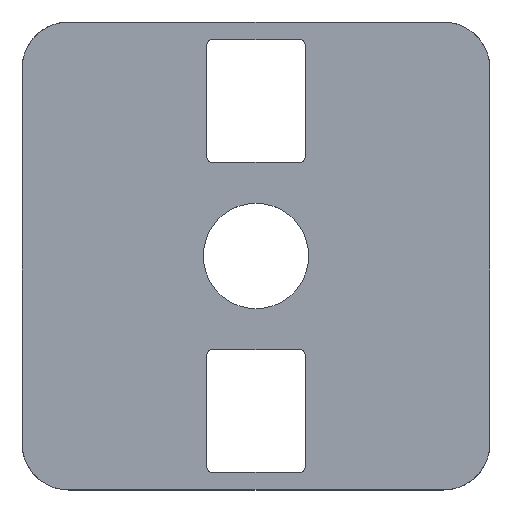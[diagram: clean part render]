
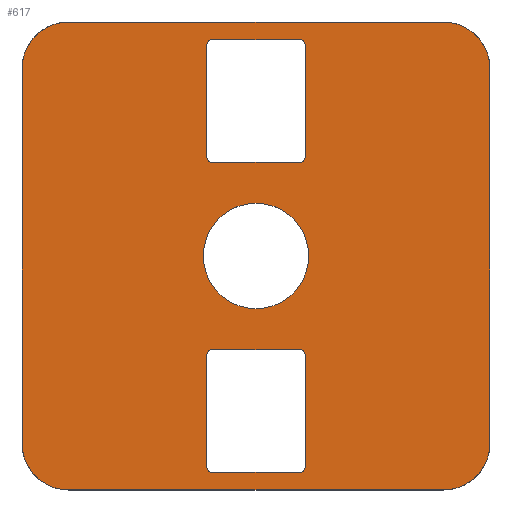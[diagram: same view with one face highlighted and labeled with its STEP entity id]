
A CAD part, top view. The second image highlights one B-rep face of the part: STEP entity #617.
In plain terms, the highlighted planar face has unit normal (0, 0, 1).
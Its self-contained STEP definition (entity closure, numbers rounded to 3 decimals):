
#14=FACE_BOUND('',#101,.T.);
#15=FACE_BOUND('',#102,.T.);
#16=FACE_BOUND('',#103,.T.);
#31=PLANE('',#694);
#69=FACE_OUTER_BOUND('',#100,.T.);
#100=EDGE_LOOP('',(#487,#488,#489,#490,#491,#492,#493,#494));
#101=EDGE_LOOP('',(#495,#496,#497,#498,#499,#500,#501,#502));
#102=EDGE_LOOP('',(#503,#504,#505,#506,#507,#508,#509,#510));
#103=EDGE_LOOP('',(#511));
#121=LINE('',#954,#174);
#122=LINE('',#956,#175);
#126=LINE('',#962,#179);
#131=LINE('',#978,#184);
#135=LINE('',#990,#188);
#139=LINE('',#1002,#192);
#143=LINE('',#1012,#196);
#147=LINE('',#1026,#200);
#151=LINE('',#1038,#204);
#155=LINE('',#1050,#208);
#159=LINE('',#1060,#212);
#160=LINE('',#1062,#213);
#174=VECTOR('',#745,1.);
#175=VECTOR('',#748,1.);
#179=VECTOR('',#756,1.);
#184=VECTOR('',#771,1.);
#188=VECTOR('',#783,1.);
#192=VECTOR('',#795,1.);
#196=VECTOR('',#807,1.);
#200=VECTOR('',#819,1.);
#204=VECTOR('',#831,1.);
#208=VECTOR('',#843,1.);
#212=VECTOR('',#855,1.);
#213=VECTOR('',#858,1.);
#217=CIRCLE('',#643,4.5);
#218=CIRCLE('',#646,4.);
#219=CIRCLE('',#648,4.);
#220=CIRCLE('',#652,4.);
#221=CIRCLE('',#654,4.);
#223=CIRCLE('',#664,0.5);
#225=CIRCLE('',#668,0.5);
#227=CIRCLE('',#672,0.5);
#229=CIRCLE('',#676,0.5);
#231=CIRCLE('',#680,0.5);
#233=CIRCLE('',#684,0.5);
#235=CIRCLE('',#688,0.5);
#237=CIRCLE('',#692,0.5);
#239=VERTEX_POINT('',#871);
#242=VERTEX_POINT('',#878);
#243=VERTEX_POINT('',#880);
#247=VERTEX_POINT('',#903);
#248=VERTEX_POINT('',#905);
#252=VERTEX_POINT('',#914);
#253=VERTEX_POINT('',#916);
#257=VERTEX_POINT('',#943);
#258=VERTEX_POINT('',#945);
#262=VERTEX_POINT('',#969);
#263=VERTEX_POINT('',#971);
#265=VERTEX_POINT('',#977);
#267=VERTEX_POINT('',#983);
#269=VERTEX_POINT('',#989);
#271=VERTEX_POINT('',#995);
#273=VERTEX_POINT('',#1001);
#275=VERTEX_POINT('',#1007);
#278=VERTEX_POINT('',#1017);
#279=VERTEX_POINT('',#1019);
#281=VERTEX_POINT('',#1025);
#283=VERTEX_POINT('',#1031);
#285=VERTEX_POINT('',#1037);
#287=VERTEX_POINT('',#1043);
#289=VERTEX_POINT('',#1049);
#291=VERTEX_POINT('',#1055);
#294=EDGE_CURVE('',#239,#239,#217,.T.);
#297=EDGE_CURVE('',#243,#242,#218,.T.);
#302=EDGE_CURVE('',#248,#247,#219,.T.);
#307=EDGE_CURVE('',#253,#252,#220,.T.);
#312=EDGE_CURVE('',#258,#257,#221,.T.);
#317=EDGE_CURVE('',#243,#247,#121,.T.);
#318=EDGE_CURVE('',#252,#248,#122,.T.);
#322=EDGE_CURVE('',#257,#253,#126,.T.);
#326=EDGE_CURVE('',#263,#262,#223,.T.);
#329=EDGE_CURVE('',#265,#263,#131,.T.);
#332=EDGE_CURVE('',#267,#265,#225,.T.);
#335=EDGE_CURVE('',#269,#267,#135,.T.);
#338=EDGE_CURVE('',#271,#269,#227,.T.);
#341=EDGE_CURVE('',#273,#271,#139,.T.);
#344=EDGE_CURVE('',#275,#273,#229,.T.);
#347=EDGE_CURVE('',#262,#275,#143,.T.);
#350=EDGE_CURVE('',#279,#278,#231,.T.);
#353=EDGE_CURVE('',#281,#279,#147,.T.);
#356=EDGE_CURVE('',#283,#281,#233,.T.);
#359=EDGE_CURVE('',#285,#283,#151,.T.);
#362=EDGE_CURVE('',#287,#285,#235,.T.);
#365=EDGE_CURVE('',#289,#287,#155,.T.);
#368=EDGE_CURVE('',#291,#289,#237,.T.);
#371=EDGE_CURVE('',#278,#291,#159,.T.);
#372=EDGE_CURVE('',#258,#242,#160,.T.);
#487=ORIENTED_EDGE('',*,*,#297,.T.);
#488=ORIENTED_EDGE('',*,*,#372,.F.);
#489=ORIENTED_EDGE('',*,*,#312,.T.);
#490=ORIENTED_EDGE('',*,*,#322,.T.);
#491=ORIENTED_EDGE('',*,*,#307,.T.);
#492=ORIENTED_EDGE('',*,*,#318,.T.);
#493=ORIENTED_EDGE('',*,*,#302,.T.);
#494=ORIENTED_EDGE('',*,*,#317,.F.);
#495=ORIENTED_EDGE('',*,*,#338,.T.);
#496=ORIENTED_EDGE('',*,*,#335,.T.);
#497=ORIENTED_EDGE('',*,*,#332,.T.);
#498=ORIENTED_EDGE('',*,*,#329,.T.);
#499=ORIENTED_EDGE('',*,*,#326,.T.);
#500=ORIENTED_EDGE('',*,*,#347,.T.);
#501=ORIENTED_EDGE('',*,*,#344,.T.);
#502=ORIENTED_EDGE('',*,*,#341,.T.);
#503=ORIENTED_EDGE('',*,*,#362,.T.);
#504=ORIENTED_EDGE('',*,*,#359,.T.);
#505=ORIENTED_EDGE('',*,*,#356,.T.);
#506=ORIENTED_EDGE('',*,*,#353,.T.);
#507=ORIENTED_EDGE('',*,*,#350,.T.);
#508=ORIENTED_EDGE('',*,*,#371,.T.);
#509=ORIENTED_EDGE('',*,*,#368,.T.);
#510=ORIENTED_EDGE('',*,*,#365,.T.);
#511=ORIENTED_EDGE('',*,*,#294,.T.);
#617=ADVANCED_FACE('',(#69,#14,#15,#16),#31,.T.);
#643=AXIS2_PLACEMENT_3D('',#873,#705,#706);
#646=AXIS2_PLACEMENT_3D('',#881,#712,#713);
#648=AXIS2_PLACEMENT_3D('',#906,#718,#719);
#652=AXIS2_PLACEMENT_3D('',#917,#728,#729);
#654=AXIS2_PLACEMENT_3D('',#946,#734,#735);
#664=AXIS2_PLACEMENT_3D('',#972,#765,#766);
#668=AXIS2_PLACEMENT_3D('',#984,#777,#778);
#672=AXIS2_PLACEMENT_3D('',#996,#789,#790);
#676=AXIS2_PLACEMENT_3D('',#1008,#801,#802);
#680=AXIS2_PLACEMENT_3D('',#1020,#813,#814);
#684=AXIS2_PLACEMENT_3D('',#1032,#825,#826);
#688=AXIS2_PLACEMENT_3D('',#1044,#837,#838);
#692=AXIS2_PLACEMENT_3D('',#1056,#849,#850);
#694=AXIS2_PLACEMENT_3D('',#1061,#856,#857);
#705=DIRECTION('center_axis',(0.,0.,-1.));
#706=DIRECTION('ref_axis',(1.,0.,0.));
#712=DIRECTION('center_axis',(0.,0.,1.));
#713=DIRECTION('ref_axis',(-1.,0.,0.));
#718=DIRECTION('center_axis',(0.,0.,1.));
#719=DIRECTION('ref_axis',(0.,1.,0.));
#728=DIRECTION('center_axis',(0.,0.,1.));
#729=DIRECTION('ref_axis',(1.,0.,0.));
#734=DIRECTION('center_axis',(0.,0.,1.));
#735=DIRECTION('ref_axis',(0.,-1.,0.));
#745=DIRECTION('',(0.,1.,0.));
#748=DIRECTION('',(-1.,0.,0.));
#756=DIRECTION('',(0.,1.,0.));
#765=DIRECTION('center_axis',(0.,0.,-1.));
#766=DIRECTION('ref_axis',(0.,1.,0.));
#771=DIRECTION('',(0.,1.,0.));
#777=DIRECTION('center_axis',(0.,0.,-1.));
#778=DIRECTION('ref_axis',(-1.,0.,0.));
#783=DIRECTION('',(-1.,0.,0.));
#789=DIRECTION('center_axis',(0.,0.,-1.));
#790=DIRECTION('ref_axis',(0.,-1.,0.));
#795=DIRECTION('',(0.,-1.,0.));
#801=DIRECTION('center_axis',(0.,0.,-1.));
#802=DIRECTION('ref_axis',(1.,0.,0.));
#807=DIRECTION('',(1.,0.,0.));
#813=DIRECTION('center_axis',(0.,0.,-1.));
#814=DIRECTION('ref_axis',(1.,0.,0.));
#819=DIRECTION('',(0.,-1.,0.));
#825=DIRECTION('center_axis',(0.,0.,-1.));
#826=DIRECTION('ref_axis',(0.,1.,0.));
#831=DIRECTION('',(1.,0.,0.));
#837=DIRECTION('center_axis',(0.,0.,-1.));
#838=DIRECTION('ref_axis',(-1.,0.,0.));
#843=DIRECTION('',(0.,1.,0.));
#849=DIRECTION('center_axis',(0.,0.,-1.));
#850=DIRECTION('ref_axis',(0.,-1.,0.));
#855=DIRECTION('',(-1.,0.,0.));
#856=DIRECTION('center_axis',(0.,0.,1.));
#857=DIRECTION('ref_axis',(1.,0.,0.));
#858=DIRECTION('',(-1.,0.,0.));
#871=CARTESIAN_POINT('',(-4.5,0.,0.));
#873=CARTESIAN_POINT('Origin',(0.,0.,0.));
#878=CARTESIAN_POINT('',(-16.,-20.,0.));
#880=CARTESIAN_POINT('',(-20.,-16.,0.));
#881=CARTESIAN_POINT('Origin',(-16.,-16.,0.));
#903=CARTESIAN_POINT('',(-20.,16.,0.));
#905=CARTESIAN_POINT('',(-16.,20.,0.));
#906=CARTESIAN_POINT('Origin',(-16.,16.,0.));
#914=CARTESIAN_POINT('',(16.,20.,0.));
#916=CARTESIAN_POINT('',(20.,16.,0.));
#917=CARTESIAN_POINT('Origin',(16.,16.,0.));
#943=CARTESIAN_POINT('',(20.,-16.,0.));
#945=CARTESIAN_POINT('',(16.,-20.,0.));
#946=CARTESIAN_POINT('Origin',(16.,-16.,0.));
#954=CARTESIAN_POINT('',(-20.,-20.,0.));
#956=CARTESIAN_POINT('',(20.,20.,0.));
#962=CARTESIAN_POINT('',(20.,-20.,0.));
#969=CARTESIAN_POINT('',(-3.7,18.5,0.));
#971=CARTESIAN_POINT('',(-4.2,18.,0.));
#972=CARTESIAN_POINT('Origin',(-3.7,18.,0.));
#977=CARTESIAN_POINT('',(-4.2,8.5,0.));
#978=CARTESIAN_POINT('',(-4.2,-1.,0.));
#983=CARTESIAN_POINT('',(-3.7,8.,0.));
#984=CARTESIAN_POINT('Origin',(-3.7,8.5,0.));
#989=CARTESIAN_POINT('',(3.7,8.,0.));
#990=CARTESIAN_POINT('',(8.15,8.,0.));
#995=CARTESIAN_POINT('',(4.2,8.5,0.));
#996=CARTESIAN_POINT('Origin',(3.7,8.5,0.));
#1001=CARTESIAN_POINT('',(4.2,18.,0.));
#1002=CARTESIAN_POINT('',(4.2,-5.75,0.));
#1007=CARTESIAN_POINT('',(3.7,18.5,0.));
#1008=CARTESIAN_POINT('Origin',(3.7,18.,0.));
#1012=CARTESIAN_POINT('',(11.85,18.5,0.));
#1017=CARTESIAN_POINT('',(3.7,-18.5,0.));
#1019=CARTESIAN_POINT('',(4.2,-18.,0.));
#1020=CARTESIAN_POINT('Origin',(3.7,-18.,0.));
#1025=CARTESIAN_POINT('',(4.2,-8.5,0.));
#1026=CARTESIAN_POINT('',(4.2,-19.,0.));
#1031=CARTESIAN_POINT('',(3.7,-8.,0.));
#1032=CARTESIAN_POINT('Origin',(3.7,-8.5,0.));
#1037=CARTESIAN_POINT('',(-3.7,-8.,0.));
#1038=CARTESIAN_POINT('',(11.85,-8.,0.));
#1043=CARTESIAN_POINT('',(-4.2,-8.5,0.));
#1044=CARTESIAN_POINT('Origin',(-3.7,-8.5,0.));
#1049=CARTESIAN_POINT('',(-4.2,-18.,0.));
#1050=CARTESIAN_POINT('',(-4.2,-14.25,0.));
#1055=CARTESIAN_POINT('',(-3.7,-18.5,0.));
#1056=CARTESIAN_POINT('Origin',(-3.7,-18.,0.));
#1060=CARTESIAN_POINT('',(8.15,-18.5,0.));
#1061=CARTESIAN_POINT('Origin',(20.,-20.,0.));
#1062=CARTESIAN_POINT('',(20.,-20.,0.));
